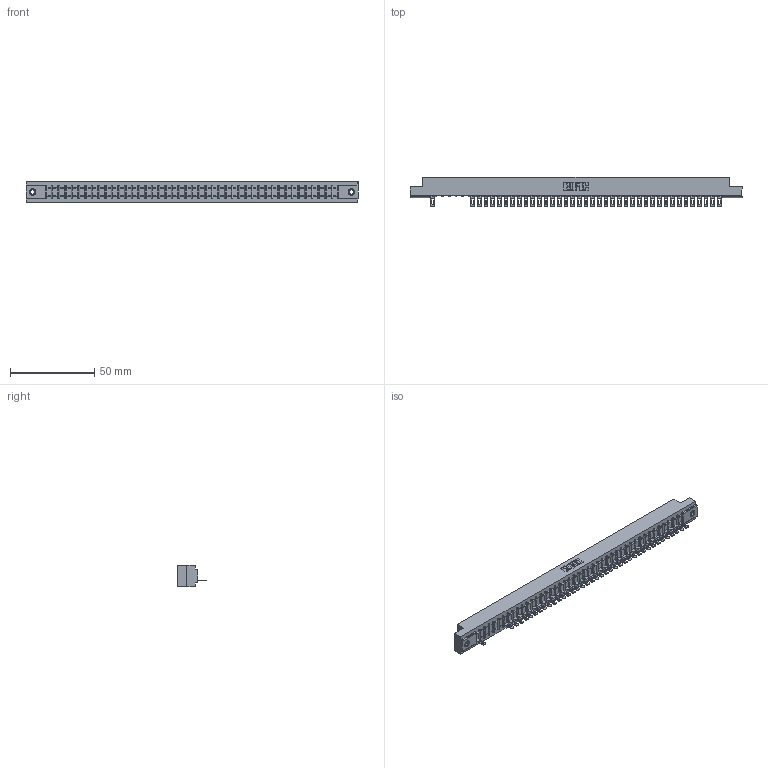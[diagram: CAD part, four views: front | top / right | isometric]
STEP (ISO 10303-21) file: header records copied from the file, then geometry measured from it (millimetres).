
FILE_DESCRIPTION (( 'STEP AP203' ), '1' );
FILE_NAME ('357-044-501-107.STEP', '2018-08-11T11:24:39', ( '' ), ( '' ), 'SwSTEP 2.0', 'SolidWorks 2016', '' );
FILE_SCHEMA (( 'CONFIG_CONTROL_DESIGN' ));
Length unit declared in the file: inch
Products named in the file (4): 345-250-001_345-250-005-103; 357-044-501-107; 307 Part_.156 Dia Mounting Holes; 307-290-002_501
Assembly tree (42 placements, depth 2):
  357-044-501-107
    307 Part_.156 Dia Mounting Holes
    307-290-002_501  x39
    345-250-001_345-250-005-103  x2
Bounding box: 197.36 x 17.42 x 12.7 mm (x, y, z)
Volume: 21010.5 mm3; surface area: 25830.6 mm2
Topology: 42 solids, 42 shells, 3287 faces, 10061 edges, 6578 vertices
Faces by surface type: plane 1878, cylinder 1303, sphere 90, cone 12, torus 4
Entity records: 39293 total; most frequent: CARTESIAN_POINT 6630, ORIENTED_EDGE 6618, DIRECTION 6449, EDGE_CURVE 3309, VECTOR 2531, LINE 2531, VERTEX_POINT 2140, AXIS2_PLACEMENT_3D 1959
